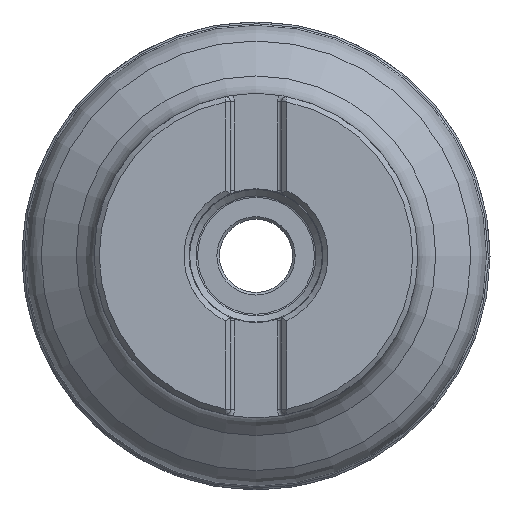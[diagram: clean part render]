
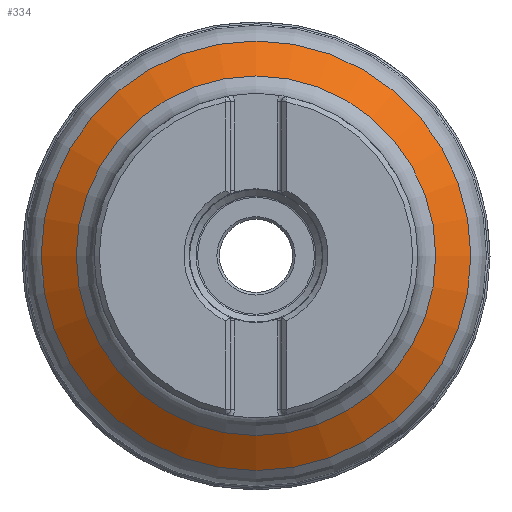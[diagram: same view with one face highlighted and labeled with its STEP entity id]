
A CAD part, top view. The second image highlights one B-rep face of the part: STEP entity #334.
In plain terms, the highlighted conical face has half-angle 55 degrees and reference radius 31 mm.
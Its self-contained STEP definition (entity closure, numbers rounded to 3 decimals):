
#140=CONICAL_SURFACE('',#1751,31.,55.);
#334=ADVANCED_FACE('',(#581,#582),#140,.T.);
#581=FACE_BOUND('',#678,.T.);
#582=FACE_BOUND('',#679,.T.);
#678=EDGE_LOOP('',(#846));
#679=EDGE_LOOP('',(#847));
#846=ORIENTED_EDGE('',*,*,#1293,.T.);
#847=ORIENTED_EDGE('',*,*,#1294,.T.);
#1168=VERTEX_POINT('',#2625);
#1169=VERTEX_POINT('',#2627);
#1293=EDGE_CURVE('',#1168,#1168,#1447,.T.);
#1294=EDGE_CURVE('',#1169,#1169,#1448,.T.);
#1447=CIRCLE('',#1749,41.115);
#1448=CIRCLE('',#1750,34.411);
#1749=AXIS2_PLACEMENT_3D('',#2624,#2023,#2024);
#1750=AXIS2_PLACEMENT_3D('',#2626,#2025,#2026);
#1751=AXIS2_PLACEMENT_3D('',#2628,#2027,#2028);
#2023=DIRECTION('',(0.,0.,1.));
#2024=DIRECTION('',(1.,0.,0.));
#2025=DIRECTION('',(0.,0.,-1.));
#2026=DIRECTION('',(-1.,0.,0.));
#2027=DIRECTION('',(0.,0.,-1.));
#2028=DIRECTION('',(-1.,0.,0.));
#2624=CARTESIAN_POINT('',(0.,0.,-22.083));
#2625=CARTESIAN_POINT('',(41.115,0.,-22.083));
#2626=CARTESIAN_POINT('',(0.,0.,-17.389));
#2627=CARTESIAN_POINT('',(-34.411,0.,-17.389));
#2628=CARTESIAN_POINT('',(0.,0.,-15.));
